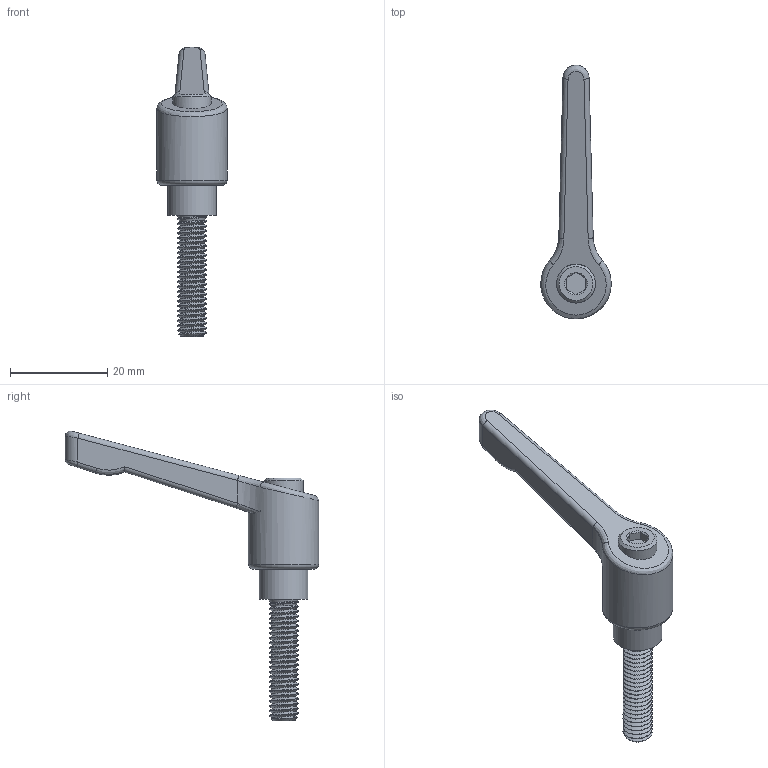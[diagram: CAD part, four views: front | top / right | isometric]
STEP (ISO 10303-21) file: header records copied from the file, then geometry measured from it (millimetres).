
FILE_DESCRIPTION(/* description */ ('Handle` M6x25','CAx-IF Rec.Pracs.---Representation and Presentation of Product Manufacturing Information (PMI)---4.0---2014-10-13'),/* implementation_level */ '2;1');
FILE_NAME(/* name */ 'OSSM - Stand - 3030 Extrusion Base Default_Hardware - OSSM - Stand - 3030 Extrusion Base Default_M6 x 25 Handle_step.stp',/* time_stamp */ '2025-02-27T09:06:27-05:00',/* author */ (''),/* organization */ (''),/* preprocessor_version */ 'ST-DEVELOPER v20',/* originating_system */ 'Autodesk Translation Framework v13.20.0.188',/* authorisation */ '');
FILE_SCHEMA (('AP242_MANAGED_MODEL_BASED_3D_ENGINEERING_MIM_LF { 1 0 10303 442 1 1 4 }'));
Length unit declared in the file: millimetre
Products named in the file (1): Handle` M6x25
Bounding box: 14.5 x 52.25 x 59.67 mm (x, y, z)
Volume: 5375.3 mm3; surface area: 2919.9 mm2
Topology: 1 solids, 1 shells, 102 faces, 262 edges, 166 vertices
Faces by surface type: cylinder 62, plane 16, cone 12, bspline 11, torus 1
Full cylindrical faces by diameter (mm): 4.701 x22, 6 x23, 8 x1, 10 x1, 14.5 x1
Entity records: 9798 total; most frequent: CARTESIAN_POINT 7611, ORIENTED_EDGE 524, DIRECTION 351, EDGE_CURVE 262, VERTEX_POINT 166, AXIS2_PLACEMENT_3D 132, EDGE_LOOP 106, FACE_OUTER_BOUND 102
